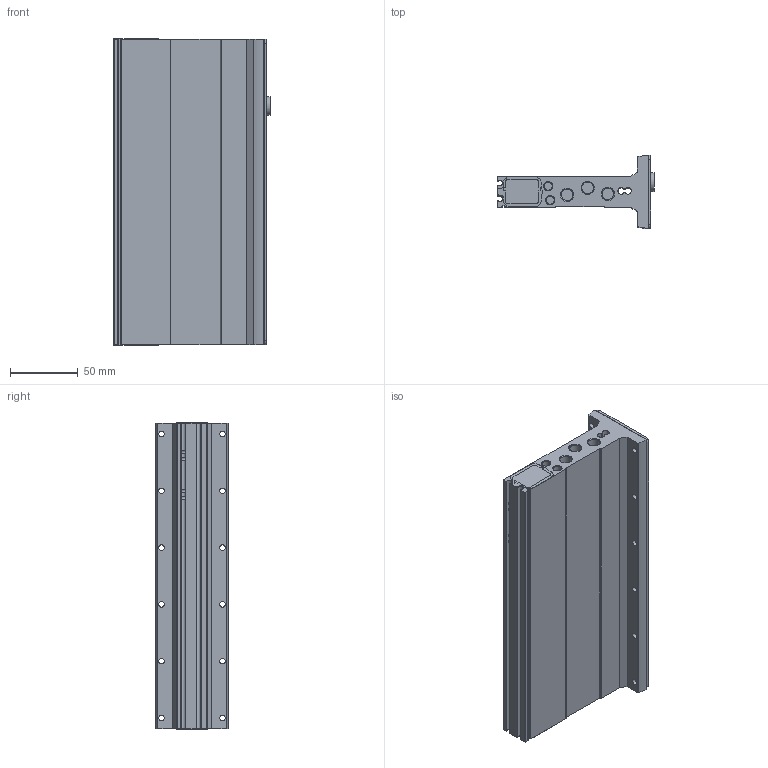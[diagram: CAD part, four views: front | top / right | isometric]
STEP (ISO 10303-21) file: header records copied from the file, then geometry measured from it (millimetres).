
FILE_DESCRIPTION(/* description */ ('STEP AP214'),/* implementation_level */ '2;1');
FILE_NAME(/* name */ '8058339_VABM-L1-10HWS2-G18-12-GR',/* time_stamp */ '2024-09-16T01:17:46+02:00',/* author */ ('License CC BY-ND 4.0'),/* organization */ ('CADENAS'),/* preprocessor_version */ 'ST-DEVELOPER v19.3',/* originating_system */ 'PARTsolutions',/* authorisation */ ' ');
FILE_SCHEMA (('AUTOMOTIVE_DESIGN {1 0 10303 214 3 1 1}'));
Length unit declared in the file: millimetre
Products named in the file (5): 8058339 VABM-L1-10HWS2-G18-12-GR; 8058339 VABM-L1-10HWS2-G18-12-GR---(L1-P); 4243315 VABD-L1-10VT-S2-12---(D); 3588830 VABM-L1-S---(VS); 3568 B-1/8
Assembly tree (4 placements, depth 2):
  8058339 VABM-L1-10HWS2-G18-12-GR
    8058339 VABM-L1-10HWS2-G18-12-GR---(L1-P)
    4243315 VABD-L1-10VT-S2-12---(D)
    3588830 VABM-L1-S---(VS)
    3568 B-1/8
Bounding box: 116.1 x 54 x 226.4 mm (x, y, z)
Volume: 496768.4 mm3; surface area: 143158.9 mm2
Topology: 4 solids, 4 shells, 922 faces, 2112 edges, 1357 vertices
Faces by surface type: plane 369, cylinder 369, cone 165, torus 19
Full cylindrical faces by diameter (mm): 1.022 x1, 1.314 x1, 1.567 x24, 1.6 x12, 1.8 x12, 2.459 x4, 2.6 x3, 2.7 x24, 3 x1, 3.242 x1, 4 x97, 4.134 x13, 4.3 x4, 5.5 x12, 5.6 x2, 5.85 x1, 5.917 x28, 6 x1, 6.1 x2, 6.4 x1, 7 x1, 8 x25, 8.566 x10, 9.728 x1, 11.445 x2, 12.6 x1, 14 x2
Entity records: 23939 total; most frequent: DIRECTION 4241, CARTESIAN_POINT 4067, ORIENTED_EDGE 3084, AXIS2_PLACEMENT_3D 1814, FACE_BOUND 1749, EDGE_LOOP 1719, EDGE_CURVE 1542, VERTEX_POINT 1291
